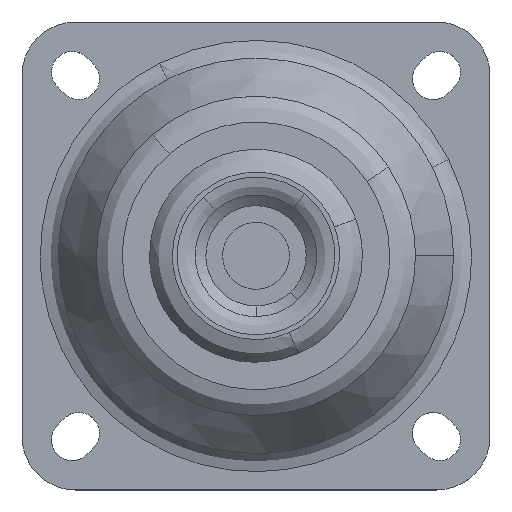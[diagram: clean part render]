
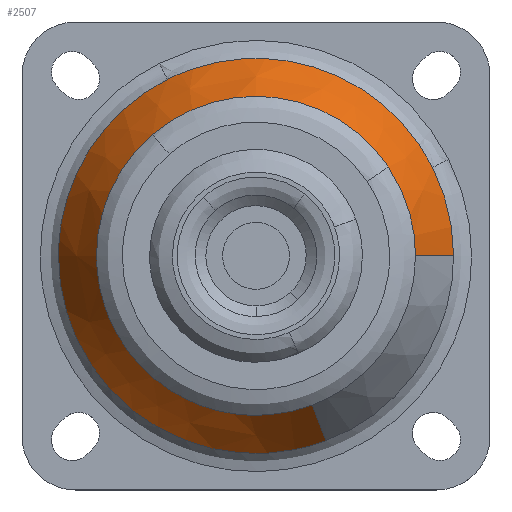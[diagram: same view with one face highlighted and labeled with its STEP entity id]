
A CAD part, top view. The second image highlights one B-rep face of the part: STEP entity #2507.
In plain terms, the highlighted free-form (B-spline) face has degree [2, 2] with [3, 9] control points.
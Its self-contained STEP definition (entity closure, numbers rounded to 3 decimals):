
#651=CARTESIAN_POINT('',(-3.485,18.15,25.805));
#652=VERTEX_POINT('',#651);
#653=CARTESIAN_POINT('',(31.817,13.286,25.805));
#654=VERTEX_POINT('',#653);
#655=CARTESIAN_POINT('',(-3.485,18.15,25.805));
#656=CARTESIAN_POINT('',(3.205,23.858,25.805));
#657=CARTESIAN_POINT('',(12.,23.858,25.805));
#658=CARTESIAN_POINT('',(24.728,23.858,25.805));
#659=CARTESIAN_POINT('',(31.817,13.286,25.805));
#667=(BOUNDED_CURVE()B_SPLINE_CURVE(2,(#655,#656,#657,#658,#659),.UNSPECIFIED.,.F.,.U.)B_SPLINE_CURVE_WITH_KNOTS((3,2,3),(0.137,0.25,0.404),.UNSPECIFIED.)CURVE()GEOMETRIC_REPRESENTATION_ITEM()RATIONAL_B_SPLINE_CURVE((0.855,0.868,1.0,0.819,0.862))REPRESENTATION_ITEM(''));
#668=EDGE_CURVE('',#652,#654,#667,.T.);
#747=CARTESIAN_POINT('',(-11.858,0.0,25.805));
#748=VERTEX_POINT('',#747);
#749=CARTESIAN_POINT('',(-11.858,0.0,25.805));
#750=CARTESIAN_POINT('',(-11.858,11.006,25.805));
#751=CARTESIAN_POINT('',(-3.485,18.15,25.805));
#759=(BOUNDED_CURVE()B_SPLINE_CURVE(2,(#749,#750,#751),.UNSPECIFIED.,.F.,.U.)B_SPLINE_CURVE_WITH_KNOTS((3,3),(0.0,0.137),.UNSPECIFIED.)CURVE()GEOMETRIC_REPRESENTATION_ITEM()RATIONAL_B_SPLINE_CURVE((1.0,0.84,0.855))REPRESENTATION_ITEM(''));
#760=EDGE_CURVE('',#748,#652,#759,.T.);
#762=CARTESIAN_POINT('',(20.429,-22.32,25.805));
#763=VERTEX_POINT('',#762);
#764=CARTESIAN_POINT('',(20.429,-22.32,25.805));
#765=CARTESIAN_POINT('',(16.355,-23.858,25.805));
#766=CARTESIAN_POINT('',(12.,-23.858,25.805));
#767=CARTESIAN_POINT('',(-11.858,-23.858,25.805));
#768=CARTESIAN_POINT('',(-11.858,0.0,25.805));
#776=(BOUNDED_CURVE()B_SPLINE_CURVE(2,(#764,#765,#766,#767,#768),.UNSPECIFIED.,.F.,.U.)B_SPLINE_CURVE_WITH_KNOTS((3,2,3),(0.69,0.75,1.0),.UNSPECIFIED.)CURVE()GEOMETRIC_REPRESENTATION_ITEM()RATIONAL_B_SPLINE_CURVE((0.893,0.93,1.0,0.707,1.0))REPRESENTATION_ITEM(''));
#777=EDGE_CURVE('',#763,#748,#776,.T.);
#779=CARTESIAN_POINT('',(35.858,0.0,25.805));
#780=VERTEX_POINT('',#779);
#794=CARTESIAN_POINT('',(31.817,13.286,25.805));
#795=CARTESIAN_POINT('',(35.858,7.258,25.805));
#796=CARTESIAN_POINT('',(35.858,0.0,25.805));
#804=(BOUNDED_CURVE()B_SPLINE_CURVE(2,(#794,#795,#796),.UNSPECIFIED.,.F.,.U.)B_SPLINE_CURVE_WITH_KNOTS((3,3),(0.404,0.5),.UNSPECIFIED.)CURVE()GEOMETRIC_REPRESENTATION_ITEM()RATIONAL_B_SPLINE_CURVE((0.862,0.888,1.0))REPRESENTATION_ITEM(''));
#805=EDGE_CURVE('',#654,#780,#804,.T.);
#874=CARTESIAN_POINT('',(38.411,13.249,15.696));
#875=VERTEX_POINT('',#874);
#876=CARTESIAN_POINT('',(-1.249,26.411,15.696));
#877=VERTEX_POINT('',#876);
#878=CARTESIAN_POINT('',(38.411,13.249,15.696));
#879=CARTESIAN_POINT('',(30.235,29.548,15.696));
#880=CARTESIAN_POINT('',(12.0,29.548,15.696));
#881=CARTESIAN_POINT('',(5.004,29.548,15.696));
#882=CARTESIAN_POINT('',(-1.249,26.411,15.696));
#890=(BOUNDED_CURVE()B_SPLINE_CURVE(2,(#878,#879,#880,#881,#882),.UNSPECIFIED.,.F.,.U.)B_SPLINE_CURVE_WITH_KNOTS((3,2,3),(0.576,0.75,0.826),.UNSPECIFIED.)CURVE()GEOMETRIC_REPRESENTATION_ITEM()RATIONAL_B_SPLINE_CURVE((0.876,0.796,1.0,0.911,0.876))REPRESENTATION_ITEM(''));
#891=EDGE_CURVE('',#875,#877,#890,.T.);
#970=CARTESIAN_POINT('',(-17.548,0.0,15.696));
#971=VERTEX_POINT('',#970);
#972=CARTESIAN_POINT('',(-1.249,26.411,15.696));
#973=CARTESIAN_POINT('',(-17.548,18.235,15.696));
#974=CARTESIAN_POINT('',(-17.548,0.0,15.696));
#982=(BOUNDED_CURVE()B_SPLINE_CURVE(2,(#972,#973,#974),.UNSPECIFIED.,.F.,.U.)B_SPLINE_CURVE_WITH_KNOTS((3,3),(0.826,1.0),.UNSPECIFIED.)CURVE()GEOMETRIC_REPRESENTATION_ITEM()RATIONAL_B_SPLINE_CURVE((0.876,0.796,1.0))REPRESENTATION_ITEM(''));
#983=EDGE_CURVE('',#877,#971,#982,.T.);
#1032=CARTESIAN_POINT('',(41.548,0.0,15.696));
#1033=VERTEX_POINT('',#1032);
#1034=CARTESIAN_POINT('',(41.548,0.0,15.696));
#1035=CARTESIAN_POINT('',(41.548,6.996,15.696));
#1036=CARTESIAN_POINT('',(38.411,13.249,15.696));
#1044=(BOUNDED_CURVE()B_SPLINE_CURVE(2,(#1034,#1035,#1036),.UNSPECIFIED.,.F.,.U.)B_SPLINE_CURVE_WITH_KNOTS((3,3),(0.5,0.576),.UNSPECIFIED.)CURVE()GEOMETRIC_REPRESENTATION_ITEM()RATIONAL_B_SPLINE_CURVE((1.0,0.911,0.876))REPRESENTATION_ITEM(''));
#1045=EDGE_CURVE('',#1033,#875,#1044,.T.);
#1047=CARTESIAN_POINT('',(22.439,-27.642,15.696));
#1048=VERTEX_POINT('',#1047);
#1062=CARTESIAN_POINT('',(-17.548,0.0,15.696));
#1063=CARTESIAN_POINT('',(-17.548,-29.548,15.696));
#1064=CARTESIAN_POINT('',(12.,-29.548,15.696));
#1065=CARTESIAN_POINT('',(17.394,-29.548,15.696));
#1066=CARTESIAN_POINT('',(22.439,-27.642,15.696));
#1074=(BOUNDED_CURVE()B_SPLINE_CURVE(2,(#1062,#1063,#1064,#1065,#1066),.UNSPECIFIED.,.F.,.U.)B_SPLINE_CURVE_WITH_KNOTS((3,2,3),(0.0,0.25,0.31),.UNSPECIFIED.)CURVE()GEOMETRIC_REPRESENTATION_ITEM()RATIONAL_B_SPLINE_CURVE((1.0,0.707,1.0,0.93,0.893))REPRESENTATION_ITEM(''));
#1075=EDGE_CURVE('',#971,#1048,#1074,.T.);
#2436=CARTESIAN_POINT('',(22.528,-27.877,15.173));
#2437=CARTESIAN_POINT('',(21.559,-25.312,20.949));
#2438=CARTESIAN_POINT('',(20.317,-22.023,26.289));
#2439=CARTESIAN_POINT('',(17.439,-29.798,15.173));
#2440=CARTESIAN_POINT('',(16.939,-27.057,20.949));
#2441=CARTESIAN_POINT('',(16.297,-23.542,26.289));
#2442=CARTESIAN_POINT('',(12.,-29.798,15.173));
#2443=CARTESIAN_POINT('',(12.,-27.057,20.949));
#2444=CARTESIAN_POINT('',(12.,-23.542,26.289));
#2445=CARTESIAN_POINT('',(-17.798,-29.798,15.173));
#2446=CARTESIAN_POINT('',(-15.057,-27.057,20.949));
#2447=CARTESIAN_POINT('',(-11.542,-23.542,26.289));
#2448=CARTESIAN_POINT('',(-17.798,0.0,15.173));
#2449=CARTESIAN_POINT('',(-15.057,0.0,20.949));
#2450=CARTESIAN_POINT('',(-11.542,0.0,26.289));
#2451=CARTESIAN_POINT('',(-17.798,29.798,15.173));
#2452=CARTESIAN_POINT('',(-15.057,27.057,20.949));
#2453=CARTESIAN_POINT('',(-11.542,23.542,26.289));
#2454=CARTESIAN_POINT('',(12.,29.798,15.173));
#2455=CARTESIAN_POINT('',(12.,27.057,20.949));
#2456=CARTESIAN_POINT('',(12.,23.542,26.289));
#2457=CARTESIAN_POINT('',(41.798,29.798,15.173));
#2458=CARTESIAN_POINT('',(39.057,27.057,20.949));
#2459=CARTESIAN_POINT('',(35.542,23.542,26.289));
#2460=CARTESIAN_POINT('',(41.798,0.0,15.173));
#2461=CARTESIAN_POINT('',(39.057,0.0,20.949));
#2462=CARTESIAN_POINT('',(35.542,0.0,26.289));
#2470=(BOUNDED_SURFACE()B_SPLINE_SURFACE(2,2,((#2436,#2439,#2442,#2445,#2448,#2451,#2454,#2457,#2460),(#2437,#2440,#2443,#2446,#2449,#2452,#2455,#2458,#2461),(#2438,#2441,#2444,#2447,#2450,#2453,#2456,#2459,#2462)),.UNSPECIFIED.,.F.,.F.,.U.)B_SPLINE_SURFACE_WITH_KNOTS((3,3),(3,2,2,2,3),(0.0,12.772),(0.0,11.849,61.221,110.592,159.964),.UNSPECIFIED.)GEOMETRIC_REPRESENTATION_ITEM()RATIONAL_B_SPLINE_SURFACE(((0.844,0.878,0.945,0.668,0.945,0.668,0.945,0.668,0.945),(0.843,0.877,0.943,0.667,0.943,0.667,0.943,0.667,0.943),(0.846,0.88,0.947,0.67,0.947,0.67,0.947,0.67,0.947)))REPRESENTATION_ITEM('')SURFACE());
#2471=ORIENTED_EDGE('',*,*,#1075,.T.);
#2472=CARTESIAN_POINT('',(22.439,-27.642,15.696));
#2473=CARTESIAN_POINT('',(21.547,-25.28,20.931));
#2474=CARTESIAN_POINT('',(20.429,-22.32,25.805));
#2482=(BOUNDED_CURVE()B_SPLINE_CURVE(2,(#2472,#2473,#2474),.UNSPECIFIED.,.F.,.U.)B_SPLINE_CURVE_WITH_KNOTS((3,3),(0.736,0.801),.UNSPECIFIED.)CURVE()GEOMETRIC_REPRESENTATION_ITEM()RATIONAL_B_SPLINE_CURVE((0.844,0.843,0.845))REPRESENTATION_ITEM(''));
#2483=EDGE_CURVE('',#1048,#763,#2482,.T.);
#2484=ORIENTED_EDGE('',*,*,#2483,.T.);
#2485=ORIENTED_EDGE('',*,*,#777,.T.);
#2486=ORIENTED_EDGE('',*,*,#760,.T.);
#2487=ORIENTED_EDGE('',*,*,#668,.T.);
#2488=ORIENTED_EDGE('',*,*,#805,.T.);
#2489=CARTESIAN_POINT('',(41.548,0.0,15.696));
#2490=CARTESIAN_POINT('',(39.023,0.0,20.931));
#2491=CARTESIAN_POINT('',(35.858,0.0,25.805));
#2499=(BOUNDED_CURVE()B_SPLINE_CURVE(2,(#2489,#2490,#2491),.UNSPECIFIED.,.F.,.U.)B_SPLINE_CURVE_WITH_KNOTS((3,3),(0.736,0.801),.UNSPECIFIED.)CURVE()GEOMETRIC_REPRESENTATION_ITEM()RATIONAL_B_SPLINE_CURVE((0.944,0.944,0.947))REPRESENTATION_ITEM(''));
#2500=EDGE_CURVE('',#1033,#780,#2499,.T.);
#2501=ORIENTED_EDGE('',*,*,#2500,.F.);
#2502=ORIENTED_EDGE('',*,*,#1045,.T.);
#2503=ORIENTED_EDGE('',*,*,#891,.T.);
#2504=ORIENTED_EDGE('',*,*,#983,.T.);
#2505=EDGE_LOOP('',(#2471,#2484,#2485,#2486,#2487,#2488,#2501,#2502,#2503,#2504));
#2506=FACE_OUTER_BOUND('',#2505,.T.);
#2507=ADVANCED_FACE('',(#2506),#2470,.T.);
